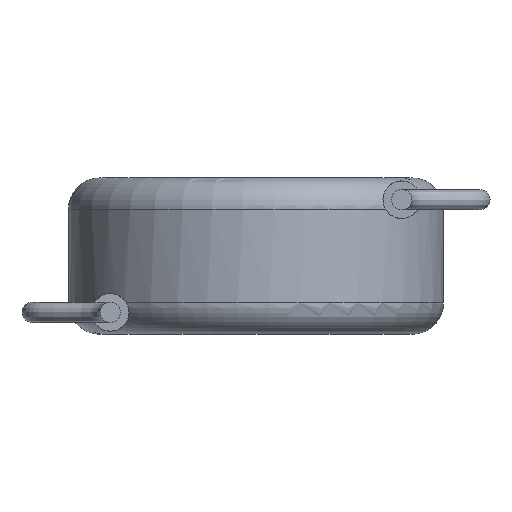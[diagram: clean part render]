
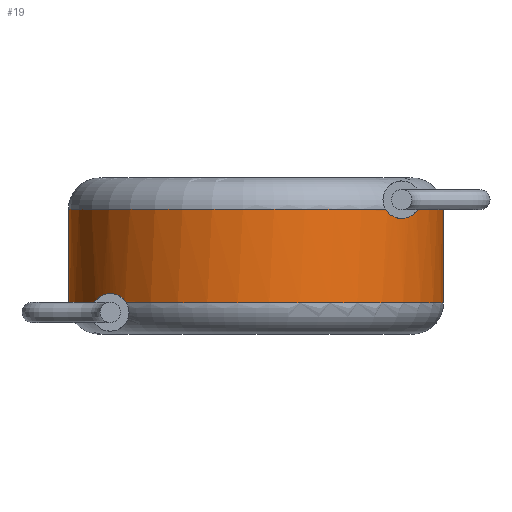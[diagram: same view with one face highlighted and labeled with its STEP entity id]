
A CAD part, front view. The second image highlights one B-rep face of the part: STEP entity #19.
In plain terms, the highlighted cylindrical face has radius 6 mm (diameter 12 mm), a partial arc.
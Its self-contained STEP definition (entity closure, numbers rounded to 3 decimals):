
#19 = ADVANCED_FACE ( 'NONE', ( #52 ), #2618, .T. ) ;
#52 = FACE_OUTER_BOUND ( 'NONE', #3963, .T. ) ;
#63 = ORIENTED_EDGE ( 'NONE', *, *, #878, .F. ) ;
#160 = CARTESIAN_POINT ( 'NONE',  ( 4.798, -3.606, 3.711 ) ) ;
#181 = CARTESIAN_POINT ( 'NONE',  ( 0., 0., 4. ) ) ;
#282 = CARTESIAN_POINT ( 'NONE',  ( -4.482, -3.992, 1.277 ) ) ;
#308 = CARTESIAN_POINT ( 'NONE',  ( -4.211, -4.275, 1.111 ) ) ;
#319 = CARTESIAN_POINT ( 'NONE',  ( -4.575, -3.884, 1.297 ) ) ;
#383 = CARTESIAN_POINT ( 'NONE',  ( -6., 0., 4. ) ) ;
#434 = VERTEX_POINT ( 'NONE', #383 ) ;
#488 = CARTESIAN_POINT ( 'NONE',  ( -4.663, -3.775, 1.297 ) ) ;
#497 = CARTESIAN_POINT ( 'NONE',  ( 4.146, -4.337, 4. ) ) ;
#506 = CARTESIAN_POINT ( 'NONE',  ( 4.51, -3.96, 3.713 ) ) ;
#513 = ORIENTED_EDGE ( 'NONE', *, *, #549, .F. ) ;
#549 = EDGE_CURVE ( 'NONE', #3318, #4066, #851, .T. ) ;
#791 = CARTESIAN_POINT ( 'NONE',  ( 4.887, -3.484, 3.739 ) ) ;
#821 = CARTESIAN_POINT ( 'NONE',  ( 4.61, -3.843, 3.698 ) ) ;
#831 = CARTESIAN_POINT ( 'NONE',  ( 4.314, -4.173, 3.804 ) ) ;
#851 = B_SPLINE_CURVE_WITH_KNOTS ( 'NONE', 3,
 ( #488, #3272, #2358, #1122, #2725, #1104 ),
 .UNSPECIFIED., .F., .F.,
 ( 4, 2, 4 ),
 ( 0.002, 0.003, 0.003 ),
 .UNSPECIFIED. ) ;
#878 = EDGE_CURVE ( 'NONE', #2420, #2524, #2698, .T. ) ;
#881 = CARTESIAN_POINT ( 'NONE',  ( 0., 0., 1. ) ) ;
#917 = CARTESIAN_POINT ( 'NONE',  ( -4.146, -4.337, 1. ) ) ;
#997 = EDGE_CURVE ( 'NONE', #434, #3868, #2487, .T. ) ;
#1000 = AXIS2_PLACEMENT_3D ( 'NONE', #881, #3414, #1545 ) ;
#1028 = CIRCLE ( 'NONE', #3321, 6. ) ;
#1104 = CARTESIAN_POINT ( 'NONE',  ( -5.181, -3.026, 1. ) ) ;
#1122 = CARTESIAN_POINT ( 'NONE',  ( -5.038, -3.263, 1.176 ) ) ;
#1206 = CARTESIAN_POINT ( 'NONE',  ( 6., 0., 5. ) ) ;
#1226 = CARTESIAN_POINT ( 'NONE',  ( -4.146, -4.337, 1. ) ) ;
#1254 = CARTESIAN_POINT ( 'NONE',  ( -4.301, -4.186, 1.185 ) ) ;
#1333 = ORIENTED_EDGE ( 'NONE', *, *, #997, .T. ) ;
#1374 = VERTEX_POINT ( 'NONE', #2735 ) ;
#1450 = CARTESIAN_POINT ( 'NONE',  ( 5.181, -3.026, 4. ) ) ;
#1456 = DIRECTION ( 'NONE',  ( 1., 0., 0. ) ) ;
#1467 = DIRECTION ( 'NONE',  ( 0., 0., -1. ) ) ;
#1523 = ORIENTED_EDGE ( 'NONE', *, *, #2877, .F. ) ;
#1545 = DIRECTION ( 'NONE',  ( 1., 0., 0. ) ) ;
#1558 = DIRECTION ( 'NONE',  ( 0., 0., 1. ) ) ;
#1615 = B_SPLINE_CURVE_WITH_KNOTS ( 'NONE', 3,
 ( #497, #3057, #831, #506, #821, #160, #791, #2416, #3023, #1450 ),
 .UNSPECIFIED., .F., .F.,
 ( 4, 2, 2, 2, 4 ),
 ( 0.003, 0.003, 0.004, 0.004, 0.005 ),
 .UNSPECIFIED. ) ;
#1789 = VECTOR ( 'NONE', #2772, 1000. ) ;
#1805 = CARTESIAN_POINT ( 'NONE',  ( -6., 0., 5. ) ) ;
#1816 = CARTESIAN_POINT ( 'NONE',  ( 4.146, -4.337, 4. ) ) ;
#1935 = CIRCLE ( 'NONE', #2060, 6. ) ;
#1973 = EDGE_CURVE ( 'NONE', #2420, #1374, #1028, .T. ) ;
#2031 = CARTESIAN_POINT ( 'NONE',  ( 0., 0., 5. ) ) ;
#2060 = AXIS2_PLACEMENT_3D ( 'NONE', #181, #1467, #1456 ) ;
#2122 = EDGE_CURVE ( 'NONE', #3165, #2524, #3163, .T. ) ;
#2127 = CARTESIAN_POINT ( 'NONE',  ( -6., 0., 1. ) ) ;
#2133 = EDGE_CURVE ( 'NONE', #3868, #4066, #3925, .T. ) ;
#2188 = CARTESIAN_POINT ( 'NONE',  ( 6., 0., 1. ) ) ;
#2339 = DIRECTION ( 'NONE',  ( 0., 0., -1. ) ) ;
#2358 = CARTESIAN_POINT ( 'NONE',  ( -4.863, -3.518, 1.271 ) ) ;
#2416 = CARTESIAN_POINT ( 'NONE',  ( 5.048, -3.246, 3.834 ) ) ;
#2420 = VERTEX_POINT ( 'NONE', #2774 ) ;
#2442 = EDGE_CURVE ( 'NONE', #3007, #434, #1935, .T. ) ;
#2487 = LINE ( 'NONE', #1805, #3261 ) ;
#2524 = VERTEX_POINT ( 'NONE', #2188 ) ;
#2546 = CARTESIAN_POINT ( 'NONE',  ( -4.663, -3.775, 1.297 ) ) ;
#2618 = CYLINDRICAL_SURFACE ( 'NONE', #3300, 6. ) ;
#2667 = DIRECTION ( 'NONE',  ( 1., 0., 0. ) ) ;
#2698 = LINE ( 'NONE', #1206, #1789 ) ;
#2700 = DIRECTION ( 'NONE',  ( 0., 0., -1. ) ) ;
#2725 = CARTESIAN_POINT ( 'NONE',  ( -5.119, -3.133, 1.106 ) ) ;
#2735 = CARTESIAN_POINT ( 'NONE',  ( 5.181, -3.026, 4. ) ) ;
#2771 = DIRECTION ( 'NONE',  ( -1., 0., 0. ) ) ;
#2772 = DIRECTION ( 'NONE',  ( 0., 0., -1. ) ) ;
#2774 = CARTESIAN_POINT ( 'NONE',  ( 6., 0., 4. ) ) ;
#2803 = CARTESIAN_POINT ( 'NONE',  ( -4.663, -3.775, 1.297 ) ) ;
#2829 = CARTESIAN_POINT ( 'NONE',  ( 0., 0., 1. ) ) ;
#2862 = ORIENTED_EDGE ( 'NONE', *, *, #2133, .T. ) ;
#2877 = EDGE_CURVE ( 'NONE', #3007, #1374, #1615, .T. ) ;
#2943 = CARTESIAN_POINT ( 'NONE',  ( 0., 0., 4. ) ) ;
#3007 = VERTEX_POINT ( 'NONE', #1816 ) ;
#3023 = CARTESIAN_POINT ( 'NONE',  ( 5.123, -3.126, 3.901 ) ) ;
#3057 = CARTESIAN_POINT ( 'NONE',  ( 4.216, -4.271, 3.881 ) ) ;
#3144 = ORIENTED_EDGE ( 'NONE', *, *, #3271, .F. ) ;
#3163 = CIRCLE ( 'NONE', #1000, 6. ) ;
#3165 = VERTEX_POINT ( 'NONE', #1226 ) ;
#3167 = DIRECTION ( 'NONE',  ( 1., 0., 0. ) ) ;
#3192 = B_SPLINE_CURVE_WITH_KNOTS ( 'NONE', 3,
 ( #917, #308, #1254, #282, #319, #2546 ),
 .UNSPECIFIED., .F., .F.,
 ( 4, 2, 4 ),
 ( 0.001, 0.002, 0.002 ),
 .UNSPECIFIED. ) ;
#3254 = ORIENTED_EDGE ( 'NONE', *, *, #2442, .T. ) ;
#3261 = VECTOR ( 'NONE', #3986, 1000. ) ;
#3271 = EDGE_CURVE ( 'NONE', #3165, #3318, #3192, .T. ) ;
#3272 = CARTESIAN_POINT ( 'NONE',  ( -4.765, -3.649, 1.297 ) ) ;
#3300 = AXIS2_PLACEMENT_3D ( 'NONE', #2031, #2700, #2771 ) ;
#3318 = VERTEX_POINT ( 'NONE', #2803 ) ;
#3321 = AXIS2_PLACEMENT_3D ( 'NONE', #2943, #2339, #2667 ) ;
#3396 = ORIENTED_EDGE ( 'NONE', *, *, #1973, .T. ) ;
#3414 = DIRECTION ( 'NONE',  ( 0., 0., 1. ) ) ;
#3471 = CARTESIAN_POINT ( 'NONE',  ( -5.181, -3.026, 1. ) ) ;
#3680 = ORIENTED_EDGE ( 'NONE', *, *, #2122, .T. ) ;
#3826 = AXIS2_PLACEMENT_3D ( 'NONE', #2829, #1558, #3167 ) ;
#3868 = VERTEX_POINT ( 'NONE', #2127 ) ;
#3925 = CIRCLE ( 'NONE', #3826, 6. ) ;
#3963 = EDGE_LOOP ( 'NONE', ( #63, #3396, #1523, #3254, #1333, #2862, #513, #3144, #3680 ) ) ;
#3986 = DIRECTION ( 'NONE',  ( 0., 0., -1. ) ) ;
#4066 = VERTEX_POINT ( 'NONE', #3471 ) ;
